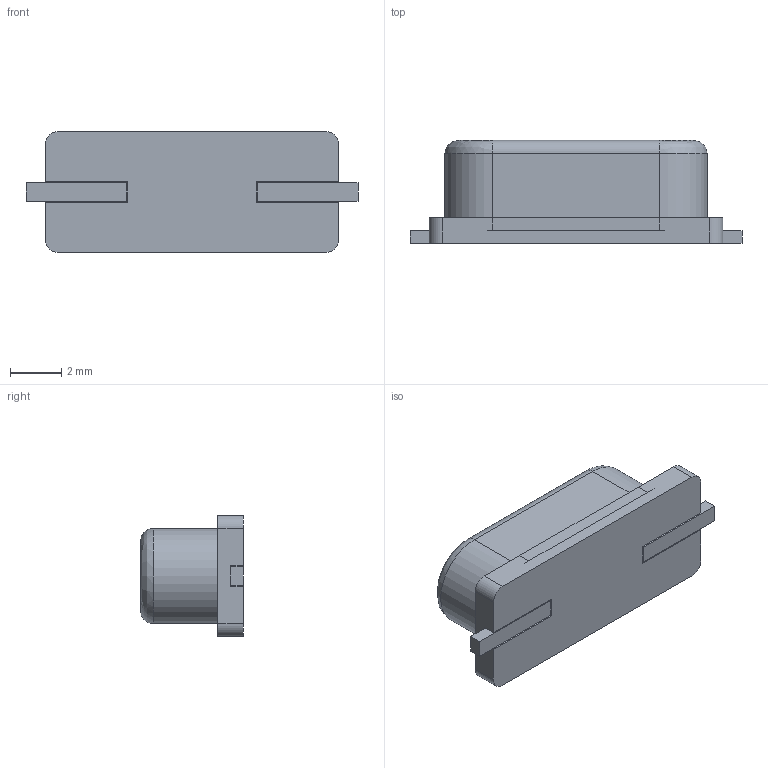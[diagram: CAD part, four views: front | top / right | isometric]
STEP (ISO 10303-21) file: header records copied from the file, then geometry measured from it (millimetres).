
FILE_DESCRIPTION (( 'STEP AP214' ), '1' );
FILE_NAME ('User Library-jingzhen.STEP', '2020-02-15T09:45:20', ( '' ), ( '' ), 'SwSTEP 2.0', 'SolidWorks 2019', '' );
FILE_SCHEMA (( 'AUTOMOTIVE_DESIGN' ));
Length unit declared in the file: millimetre
Products named in the file (1): User Library-jingzhen
Bounding box: 12.9 x 4 x 4.7 mm (x, y, z)
Volume: 156.7 mm3; surface area: 325.3 mm2
Topology: 2 solids, 2 shells, 68 faces, 183 edges, 118 vertices
Faces by surface type: plane 52, cylinder 12, bspline 4
Entity records: 2311 total; most frequent: CARTESIAN_POINT 467, ORIENTED_EDGE 366, DIRECTION 339, EDGE_CURVE 183, LINE 145, VECTOR 145, VERTEX_POINT 118, AXIS2_PLACEMENT_3D 97
